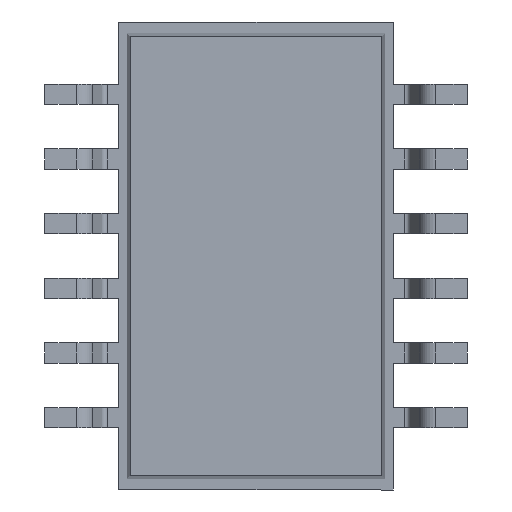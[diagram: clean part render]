
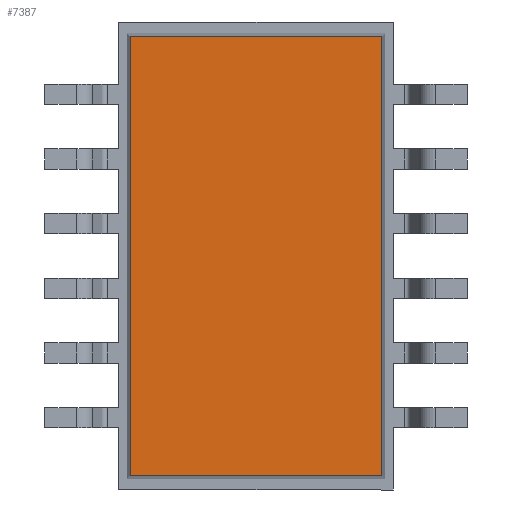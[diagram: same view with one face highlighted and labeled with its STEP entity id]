
A CAD part, front view. The second image highlights one B-rep face of the part: STEP entity #7387.
In plain terms, the highlighted planar face has unit normal (0, -1, 0).
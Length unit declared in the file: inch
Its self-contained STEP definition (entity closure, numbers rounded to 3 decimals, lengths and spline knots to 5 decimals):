
#1160 = CARTESIAN_POINT ( 'NONE',  ( 0.28366, 0.06299, -0.31319 ) ) ;
#2966 = PLANE ( 'NONE',  #9856 ) ;
#3017 = DIRECTION ( 'NONE',  ( 0., -1., 0. ) ) ;
#3135 = DIRECTION ( 'NONE',  ( 0., 0., -1. ) ) ;
#3138 = VERTEX_POINT ( 'NONE', #8373 ) ;
#3431 = LINE ( 'NONE', #8750, #5637 ) ;
#3783 = VECTOR ( 'NONE', #5650, 39.37008 ) ;
#3835 = ORIENTED_EDGE ( 'NONE', *, *, #8097, .T. ) ;
#5525 = CARTESIAN_POINT ( 'NONE',  ( 0.38091, 0.06299, -0.09331 ) ) ;
#5637 = VECTOR ( 'NONE', #10544, 39.37008 ) ;
#5650 = DIRECTION ( 'NONE',  ( 1., 0., 0. ) ) ;
#5704 = CARTESIAN_POINT ( 'NONE',  ( 0.28366, 0.06299, 0.02657 ) ) ;
#6265 = CARTESIAN_POINT ( 'NONE',  ( 0.47815, 0.06299, -0.31319 ) ) ;
#6605 = CARTESIAN_POINT ( 'NONE',  ( 0.28366, 0.06299, 0.02657 ) ) ;
#6641 = VERTEX_POINT ( 'NONE', #6265 ) ;
#7236 = EDGE_CURVE ( 'NONE', #7824, #6641, #3431, .T. ) ;
#7387 = ADVANCED_FACE ( 'NONE', ( #9890 ), #2966, .T. ) ;
#7642 = LINE ( 'NONE', #6605, #10498 ) ;
#7824 = VERTEX_POINT ( 'NONE', #10792 ) ;
#8097 = EDGE_CURVE ( 'NONE', #3138, #6641, #9080, .T. ) ;
#8127 = EDGE_CURVE ( 'NONE', #8296, #7824, #9139, .T. ) ;
#8289 = DIRECTION ( 'NONE',  ( 1., 0., 0. ) ) ;
#8296 = VERTEX_POINT ( 'NONE', #8627 ) ;
#8373 = CARTESIAN_POINT ( 'NONE',  ( 0.28366, 0.06299, -0.31319 ) ) ;
#8534 = ORIENTED_EDGE ( 'NONE', *, *, #8127, .F. ) ;
#8545 = ORIENTED_EDGE ( 'NONE', *, *, #7236, .F. ) ;
#8627 = CARTESIAN_POINT ( 'NONE',  ( 0.28366, 0.06299, 0.02657 ) ) ;
#8750 = CARTESIAN_POINT ( 'NONE',  ( 0.47815, 0.06299, 0.02657 ) ) ;
#9080 = LINE ( 'NONE', #1160, #3783 ) ;
#9139 = LINE ( 'NONE', #5704, #9679 ) ;
#9679 = VECTOR ( 'NONE', #8289, 39.37008 ) ;
#9856 = AXIS2_PLACEMENT_3D ( 'NONE', #5525, #3017, #10063 ) ;
#9890 = FACE_OUTER_BOUND ( 'NONE', #11256, .T. ) ;
#10063 = DIRECTION ( 'NONE',  ( 0., 0., -1. ) ) ;
#10288 = EDGE_CURVE ( 'NONE', #8296, #3138, #7642, .T. ) ;
#10498 = VECTOR ( 'NONE', #3135, 39.37008 ) ;
#10544 = DIRECTION ( 'NONE',  ( 0., 0., -1. ) ) ;
#10792 = CARTESIAN_POINT ( 'NONE',  ( 0.47815, 0.06299, 0.02657 ) ) ;
#11256 = EDGE_LOOP ( 'NONE', ( #11324, #3835, #8545, #8534 ) ) ;
#11324 = ORIENTED_EDGE ( 'NONE', *, *, #10288, .T. ) ;
